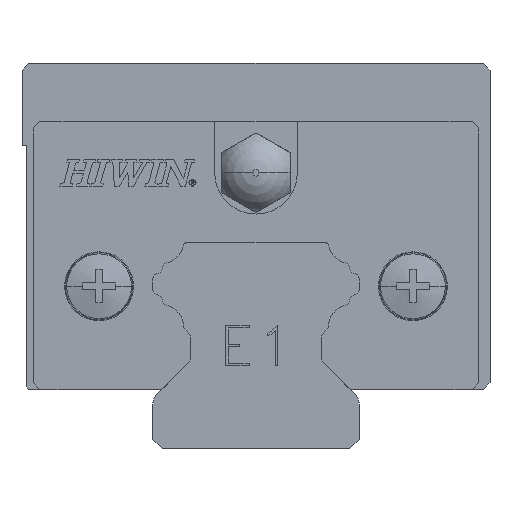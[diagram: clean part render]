
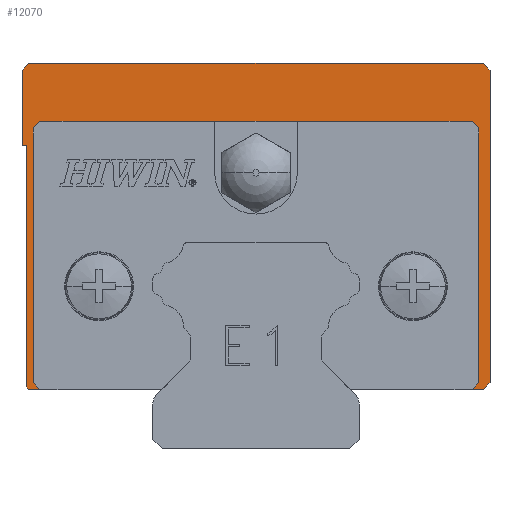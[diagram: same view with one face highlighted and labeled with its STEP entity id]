
A CAD part, front view. The second image highlights one B-rep face of the part: STEP entity #12070.
In plain terms, the highlighted planar face has unit normal (0, -1, 0).
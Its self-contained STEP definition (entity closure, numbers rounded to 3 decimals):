
#4468=VERTEX_POINT('',#13085);
#4564=EDGE_CURVE('',#5754,#4648,#13187,.T.);
#4648=VERTEX_POINT('',#13278);
#4924=EDGE_CURVE('',#10606,#5004,#13583,.T.);
#5004=VERTEX_POINT('',#13670);
#5014=VERTEX_POINT('',#13680);
#5358=VERTEX_POINT('',#14057);
#5370=EDGE_CURVE('',#6302,#6536,#14073,.T.);
#5554=EDGE_CURVE('',#8644,#5358,#14281,.T.);
#5754=VERTEX_POINT('',#14505);
#6302=VERTEX_POINT('',#15103);
#6336=EDGE_CURVE('',#8676,#11168,#15141,.T.);
#6536=VERTEX_POINT('',#15359);
#7118=VERTEX_POINT('',#15999);
#7164=VERTEX_POINT('',#16050);
#7352=EDGE_CURVE('',#5358,#9498,#16256,.T.);
#7398=EDGE_CURVE('',#5004,#9334,#16310,.T.);
#7748=EDGE_CURVE('',#8174,#5014,#16686,.T.);
#7822=EDGE_CURVE('',#9412,#8668,#16766,.T.);
#8008=EDGE_CURVE('',#4468,#7118,#16972,.T.);
#8174=VERTEX_POINT('',#17158);
#8298=VERTEX_POINT('',#17293);
#8528=EDGE_CURVE('',#6536,#8676,#17543,.T.);
#8644=VERTEX_POINT('',#17669);
#8668=VERTEX_POINT('',#17695);
#8676=VERTEX_POINT('',#17704);
#9334=VERTEX_POINT('',#18426);
#9412=VERTEX_POINT('',#18511);
#9498=VERTEX_POINT('',#18603);
#9502=EDGE_CURVE('',#6302,#5754,#18607,.T.);
#9646=EDGE_CURVE('',#8298,#11168,#18764,.T.);
#9662=EDGE_CURVE('',#5014,#9412,#18782,.T.);
#9738=EDGE_CURVE('',#9498,#12242,#18867,.T.);
#9788=EDGE_CURVE('',#8668,#8644,#18922,.T.);
#9942=EDGE_CURVE('',#12242,#10492,#19092,.T.);
#10036=EDGE_CURVE('',#4648,#10606,#19201,.T.);
#10492=VERTEX_POINT('',#19707);
#10510=EDGE_CURVE('',#9334,#10492,#19726,.T.);
#10518=EDGE_CURVE('',#7118,#8174,#19735,.T.);
#10606=VERTEX_POINT('',#19832);
#11168=VERTEX_POINT('',#20448);
#11230=EDGE_CURVE('',#7164,#4468,#20520,.T.);
#12070=ADVANCED_FACE('',(#21467),#21468,.T.);
#12242=VERTEX_POINT('',#21657);
#12526=EDGE_CURVE('',#7164,#8298,#21976,.T.);
#13085=CARTESIAN_POINT('',(-6.853,80.3,4.305));
#13187=LINE('',#22767,#22768);
#13278=CARTESIAN_POINT('',(16.5,80.3,28.0));
#13583=LINE('',#23364,#23365);
#13670=CARTESIAN_POINT('',(17.0,80.3,4.8));
#13680=CARTESIAN_POINT('',(-16.195,80.3,23.295));
#14057=CARTESIAN_POINT('',(16.195,80.3,4.805));
#14073=LINE('',#24092,#24093);
#14281=LINE('',#24367,#24368);
#14505=CARTESIAN_POINT('',(-16.5,80.3,28.0));
#15103=CARTESIAN_POINT('',(-17.0,80.3,27.5));
#15141=LINE('',#25628,#25629);
#15359=CARTESIAN_POINT('',(-17.0,80.3,22.0));
#15999=CARTESIAN_POINT('',(-15.695,80.3,4.305));
#16050=CARTESIAN_POINT('',(-6.858,80.3,4.3));
#16256=LINE('',#27245,#27246);
#16310=LINE('',#27316,#27317);
#16686=LINE('',#27846,#27847);
#16766=LINE('',#27953,#27954);
#16972=LINE('',#28243,#28244);
#17158=CARTESIAN_POINT('',(-16.195,80.3,4.805));
#17293=CARTESIAN_POINT('',(-16.5,80.3,4.3));
#17543=LINE('',#29055,#29056);
#17669=CARTESIAN_POINT('',(16.195,80.3,23.295));
#17695=CARTESIAN_POINT('',(15.695,80.3,23.795));
#17704=CARTESIAN_POINT('',(-16.7,80.3,22.0));
#18426=CARTESIAN_POINT('',(16.5,80.3,4.3));
#18511=CARTESIAN_POINT('',(-15.695,80.3,23.795));
#18603=CARTESIAN_POINT('',(15.695,80.3,4.305));
#18607=LINE('',#30614,#30615);
#18764=LINE('',#30842,#30843);
#18782=LINE('',#30869,#30870);
#18867=LINE('',#30980,#30981);
#18922=LINE('',#31049,#31050);
#19092=LINE('',#31286,#31287);
#19201=LINE('',#31432,#31433);
#19707=CARTESIAN_POINT('',(6.858,80.3,4.3));
#19726=LINE('',#32172,#32173);
#19735=LINE('',#32187,#32188);
#19832=CARTESIAN_POINT('',(17.0,80.3,27.5));
#20448=CARTESIAN_POINT('',(-16.7,80.3,4.5));
#20520=LINE('',#33311,#33312);
#21467=FACE_OUTER_BOUND('',#34667,.T.);
#21468=PLANE('',#34668);
#21657=CARTESIAN_POINT('',(6.853,80.3,4.305));
#21976=LINE('',#35411,#35412);
#22767=CARTESIAN_POINT('',(-16.5,80.3,28.0));
#22768=VECTOR('',#36292,1.0);
#23364=CARTESIAN_POINT('',(17.0,80.3,27.5));
#23365=VECTOR('',#36710,1.0);
#24092=CARTESIAN_POINT('',(-17.0,80.3,20.325));
#24093=VECTOR('',#37264,1.0);
#24367=CARTESIAN_POINT('',(16.195,80.3,19.723));
#24368=VECTOR('',#37526,1.0);
#25628=CARTESIAN_POINT('',(-16.7,80.3,12.075));
#25629=VECTOR('',#38509,1.0);
#27245=CARTESIAN_POINT('',(14.983,80.3,3.593));
#27246=VECTOR('',#39617,1.0);
#27316=CARTESIAN_POINT('',(17.0,80.3,4.8));
#27317=VECTOR('',#39706,1.);
#27846=CARTESIAN_POINT('',(-16.195,80.3,10.478));
#27847=VECTOR('',#40072,1.0);
#27953=CARTESIAN_POINT('',(-7.848,80.3,23.795));
#27954=VECTOR('',#40149,1.0);
#28243=CARTESIAN_POINT('',(7.848,80.3,4.305));
#28244=VECTOR('',#40368,1.0);
#29055=CARTESIAN_POINT('',(-12.6,80.3,22.0));
#29056=VECTOR('',#41002,1.0);
#30614=CARTESIAN_POINT('',(-17.0,80.3,27.5));
#30615=VECTOR('',#42164,1.);
#30842=CARTESIAN_POINT('',(-16.5,80.3,4.3));
#30843=VECTOR('',#42345,1.);
#30869=CARTESIAN_POINT('',(-13.933,80.3,25.558));
#30870=VECTOR('',#42370,1.0);
#30980=CARTESIAN_POINT('',(7.848,80.3,4.305));
#30981=VECTOR('',#42468,1.0);
#31049=CARTESIAN_POINT('',(13.683,80.3,25.808));
#31050=VECTOR('',#42522,1.0);
#31286=CARTESIAN_POINT('',(1.195,80.3,9.962));
#31287=VECTOR('',#42742,1.0);
#31432=CARTESIAN_POINT('',(16.5,80.3,28.0));
#31433=VECTOR('',#42898,1.);
#32172=CARTESIAN_POINT('',(16.5,80.3,4.3));
#32173=VECTOR('',#43402,1.0);
#32187=CARTESIAN_POINT('',(-14.733,80.3,3.343));
#32188=VECTOR('',#43413,1.0);
#33311=CARTESIAN_POINT('',(-2.355,80.3,8.802));
#33312=VECTOR('',#44198,1.0);
#34667=EDGE_LOOP('',(#45508,#45509,#45510,#45511,#45512,#45513,#45514,#45515,#45516,#45517,#45518,#45519,#45520,#45521,#45522,#45523,#45524,#45525,#45526,#45527,#45528,#45529));
#34668=AXIS2_PLACEMENT_3D('',#45530,#45531,#45532);
#35411=CARTESIAN_POINT('',(16.5,80.3,4.3));
#35412=VECTOR('',#46134,1.0);
#36292=DIRECTION('',(1.0,0.0,0.0));
#36710=DIRECTION('',(0.0,0.0,-1.0));
#37264=DIRECTION('',(-0.0,-0.0,-1.0));
#37526=DIRECTION('',(0.0,0.0,-1.0));
#38509=DIRECTION('',(-0.0,-0.0,-1.0));
#39617=DIRECTION('',(-0.707,-0.0,-0.707));
#39706=DIRECTION('',(-0.707,-0.0,-0.707));
#40072=DIRECTION('',(0.0,0.0,1.0));
#40149=DIRECTION('',(1.0,0.0,-0.0));
#40368=DIRECTION('',(-1.0,-0.0,-0.0));
#41002=DIRECTION('',(1.0,0.0,-0.0));
#42164=DIRECTION('',(0.707,0.0,0.707));
#42345=DIRECTION('',(-0.707,0.0,0.707));
#42370=DIRECTION('',(0.707,0.0,0.707));
#42468=DIRECTION('',(-1.0,-0.0,-0.0));
#42522=DIRECTION('',(0.707,0.0,-0.707));
#42742=DIRECTION('',(0.707,0.0,-0.707));
#42898=DIRECTION('',(0.707,0.0,-0.707));
#43402=DIRECTION('',(-1.0,0.0,0.0));
#43413=DIRECTION('',(-0.707,0.0,0.707));
#44198=DIRECTION('',(0.707,0.0,0.707));
#45508=ORIENTED_EDGE('',*,*,#9738,.T.);
#45509=ORIENTED_EDGE('',*,*,#9942,.T.);
#45510=ORIENTED_EDGE('',*,*,#10510,.F.);
#45511=ORIENTED_EDGE('',*,*,#7398,.F.);
#45512=ORIENTED_EDGE('',*,*,#4924,.F.);
#45513=ORIENTED_EDGE('',*,*,#10036,.F.);
#45514=ORIENTED_EDGE('',*,*,#4564,.F.);
#45515=ORIENTED_EDGE('',*,*,#9502,.F.);
#45516=ORIENTED_EDGE('',*,*,#5370,.T.);
#45517=ORIENTED_EDGE('',*,*,#8528,.T.);
#45518=ORIENTED_EDGE('',*,*,#6336,.T.);
#45519=ORIENTED_EDGE('',*,*,#9646,.F.);
#45520=ORIENTED_EDGE('',*,*,#12526,.F.);
#45521=ORIENTED_EDGE('',*,*,#11230,.T.);
#45522=ORIENTED_EDGE('',*,*,#8008,.T.);
#45523=ORIENTED_EDGE('',*,*,#10518,.T.);
#45524=ORIENTED_EDGE('',*,*,#7748,.T.);
#45525=ORIENTED_EDGE('',*,*,#9662,.T.);
#45526=ORIENTED_EDGE('',*,*,#7822,.T.);
#45527=ORIENTED_EDGE('',*,*,#9788,.T.);
#45528=ORIENTED_EDGE('',*,*,#5554,.T.);
#45529=ORIENTED_EDGE('',*,*,#7352,.T.);
#45530=CARTESIAN_POINT('',(0.0,80.3,16.15));
#45531=DIRECTION('',(0.0,-1.0,0.0));
#45532=DIRECTION('',(1.0,0.0,0.0));
#46134=DIRECTION('',(-1.0,0.0,0.0));
